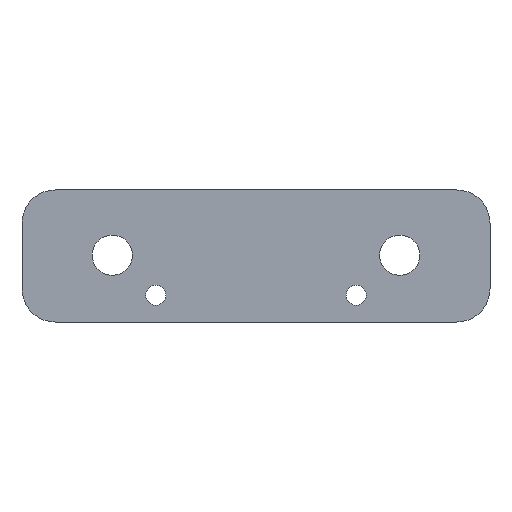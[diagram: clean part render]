
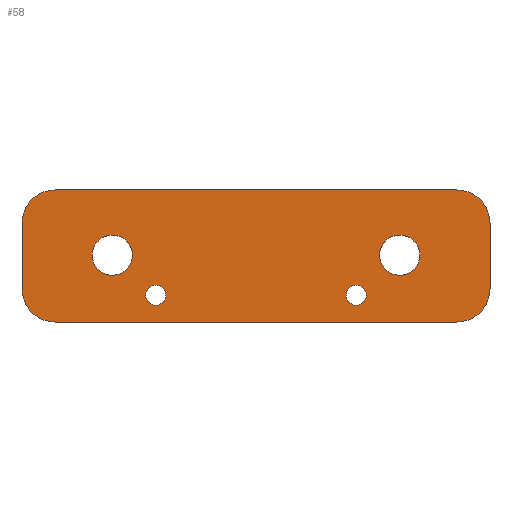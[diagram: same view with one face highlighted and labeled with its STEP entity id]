
A CAD part, front view. The second image highlights one B-rep face of the part: STEP entity #58.
In plain terms, the highlighted planar face has unit normal (0, -1, 0).
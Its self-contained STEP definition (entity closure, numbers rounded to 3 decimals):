
#7 = AXIS2_PLACEMENT_3D ( 'NONE', #815, #555, #246 ) ;
#26 = VERTEX_POINT ( 'NONE', #686 ) ;
#29 = VERTEX_POINT ( 'NONE', #758 ) ;
#31 = DIRECTION ( 'NONE',  ( 0., 0., -1. ) ) ;
#37 = VERTEX_POINT ( 'NONE', #438 ) ;
#43 = VERTEX_POINT ( 'NONE', #123 ) ;
#44 = DIRECTION ( 'NONE',  ( 0., 0., -1. ) ) ;
#48 = EDGE_CURVE ( 'NONE', #43, #479, #214, .T. ) ;
#49 = CARTESIAN_POINT ( 'NONE',  ( 0., 0., 0. ) ) ;
#53 = CIRCLE ( 'NONE', #511, 1.5 ) ;
#54 = CIRCLE ( 'NONE', #632, 1.5 ) ;
#57 = CARTESIAN_POINT ( 'NONE',  ( 30., 0., 9.875 ) ) ;
#58 = ADVANCED_FACE ( 'NONE', ( #193, #627, #121, #827, #63 ), #376, .T. ) ;
#63 = FACE_OUTER_BOUND ( 'NONE', #661, .T. ) ;
#66 = VERTEX_POINT ( 'NONE', #57 ) ;
#70 = ORIENTED_EDGE ( 'NONE', *, *, #396, .F. ) ;
#71 = CARTESIAN_POINT ( 'NONE',  ( -30., 0., -4.875 ) ) ;
#74 = EDGE_CURVE ( 'NONE', #37, #26, #482, .T. ) ;
#79 = DIRECTION ( 'NONE',  ( 0., -1., 0. ) ) ;
#90 = EDGE_LOOP ( 'NONE', ( #660, #673 ) ) ;
#102 = DIRECTION ( 'NONE',  ( 0., 0., -1. ) ) ;
#104 = AXIS2_PLACEMENT_3D ( 'NONE', #71, #79, #127 ) ;
#111 = DIRECTION ( 'NONE',  ( 0., 0., 1. ) ) ;
#113 = DIRECTION ( 'NONE',  ( 0., 1., 0. ) ) ;
#121 = FACE_BOUND ( 'NONE', #332, .T. ) ;
#123 = CARTESIAN_POINT ( 'NONE',  ( -15., 0., -4.375 ) ) ;
#125 = DIRECTION ( 'NONE',  ( 0., 0., -1. ) ) ;
#127 = DIRECTION ( 'NONE',  ( 0., 0., -1. ) ) ;
#128 = EDGE_CURVE ( 'NONE', #580, #385, #494, .T. ) ;
#137 = DIRECTION ( 'NONE',  ( 1., 0., 0. ) ) ;
#138 = EDGE_CURVE ( 'NONE', #166, #66, #198, .T. ) ;
#157 = DIRECTION ( 'NONE',  ( 0., -1., 0. ) ) ;
#163 = AXIS2_PLACEMENT_3D ( 'NONE', #689, #556, #504 ) ;
#164 = ORIENTED_EDGE ( 'NONE', *, *, #48, .T. ) ;
#166 = VERTEX_POINT ( 'NONE', #696 ) ;
#176 = CIRCLE ( 'NONE', #585, 5. ) ;
#182 = DIRECTION ( 'NONE',  ( 0., 1., 0. ) ) ;
#185 = DIRECTION ( 'NONE',  ( 0., 1., 0. ) ) ;
#192 = CARTESIAN_POINT ( 'NONE',  ( 15., 0., -5.875 ) ) ;
#193 = FACE_BOUND ( 'NONE', #520, .T. ) ;
#195 = EDGE_CURVE ( 'NONE', #580, #473, #641, .T. ) ;
#198 = LINE ( 'NONE', #510, #798 ) ;
#205 = VERTEX_POINT ( 'NONE', #521 ) ;
#207 = ORIENTED_EDGE ( 'NONE', *, *, #138, .F. ) ;
#208 = CARTESIAN_POINT ( 'NONE',  ( 35., 0., 4.875 ) ) ;
#214 = CIRCLE ( 'NONE', #320, 1.5 ) ;
#222 = LINE ( 'NONE', #291, #669 ) ;
#228 = ORIENTED_EDGE ( 'NONE', *, *, #808, .T. ) ;
#231 = VERTEX_POINT ( 'NONE', #208 ) ;
#232 = CARTESIAN_POINT ( 'NONE',  ( 15., 0., -7.375 ) ) ;
#246 = DIRECTION ( 'NONE',  ( 0., 0., -1. ) ) ;
#249 = DIRECTION ( 'NONE',  ( 0., 0., 1. ) ) ;
#255 = CARTESIAN_POINT ( 'NONE',  ( -35., 0., -4.875 ) ) ;
#281 = VERTEX_POINT ( 'NONE', #408 ) ;
#287 = ORIENTED_EDGE ( 'NONE', *, *, #743, .T. ) ;
#291 = CARTESIAN_POINT ( 'NONE',  ( -35., 0., -9.875 ) ) ;
#302 = AXIS2_PLACEMENT_3D ( 'NONE', #315, #565, #364 ) ;
#305 = VECTOR ( 'NONE', #386, 1000. ) ;
#312 = DIRECTION ( 'NONE',  ( 0., -1., 0. ) ) ;
#315 = CARTESIAN_POINT ( 'NONE',  ( -15., 0., -5.875 ) ) ;
#318 = CIRCLE ( 'NONE', #302, 1.5 ) ;
#320 = AXIS2_PLACEMENT_3D ( 'NONE', #378, #434, #111 ) ;
#329 = CIRCLE ( 'NONE', #382, 3. ) ;
#332 = EDGE_LOOP ( 'NONE', ( #228, #720 ) ) ;
#346 = CARTESIAN_POINT ( 'NONE',  ( 21.5, 0., 0.125 ) ) ;
#348 = EDGE_CURVE ( 'NONE', #231, #66, #176, .T. ) ;
#358 = CARTESIAN_POINT ( 'NONE',  ( 30., 0., 4.875 ) ) ;
#359 = CIRCLE ( 'NONE', #468, 3. ) ;
#364 = DIRECTION ( 'NONE',  ( 0., 0., 1. ) ) ;
#369 = CIRCLE ( 'NONE', #7, 5. ) ;
#376 = PLANE ( 'NONE',  #781 ) ;
#377 = DIRECTION ( 'NONE',  ( 0., 0., -1. ) ) ;
#378 = CARTESIAN_POINT ( 'NONE',  ( -15., 0., -5.875 ) ) ;
#382 = AXIS2_PLACEMENT_3D ( 'NONE', #439, #185, #377 ) ;
#385 = VERTEX_POINT ( 'NONE', #664 ) ;
#386 = DIRECTION ( 'NONE',  ( 0., 0., 1. ) ) ;
#396 = EDGE_CURVE ( 'NONE', #37, #473, #222, .T. ) ;
#403 = VERTEX_POINT ( 'NONE', #497 ) ;
#408 = CARTESIAN_POINT ( 'NONE',  ( -21.5, 0., 3.125 ) ) ;
#410 = EDGE_CURVE ( 'NONE', #479, #43, #318, .T. ) ;
#411 = ORIENTED_EDGE ( 'NONE', *, *, #348, .T. ) ;
#417 = CARTESIAN_POINT ( 'NONE',  ( 21.5, 0., 3.125 ) ) ;
#418 = AXIS2_PLACEMENT_3D ( 'NONE', #437, #182, #249 ) ;
#426 = EDGE_CURVE ( 'NONE', #403, #281, #693, .T. ) ;
#434 = DIRECTION ( 'NONE',  ( 0., 1., 0. ) ) ;
#437 = CARTESIAN_POINT ( 'NONE',  ( -21.5, 0., 0.125 ) ) ;
#438 = CARTESIAN_POINT ( 'NONE',  ( 30., 0., -9.875 ) ) ;
#439 = CARTESIAN_POINT ( 'NONE',  ( 21.5, 0., 0.125 ) ) ;
#464 = DIRECTION ( 'NONE',  ( -1., 0., 0. ) ) ;
#467 = VECTOR ( 'NONE', #630, 1000. ) ;
#468 = AXIS2_PLACEMENT_3D ( 'NONE', #682, #813, #742 ) ;
#473 = VERTEX_POINT ( 'NONE', #559 ) ;
#479 = VERTEX_POINT ( 'NONE', #616 ) ;
#480 = EDGE_CURVE ( 'NONE', #730, #29, #329, .T. ) ;
#482 = CIRCLE ( 'NONE', #163, 5. ) ;
#494 = LINE ( 'NONE', #518, #305 ) ;
#497 = CARTESIAN_POINT ( 'NONE',  ( -21.5, 0., -2.875 ) ) ;
#504 = DIRECTION ( 'NONE',  ( 0., 0., -1. ) ) ;
#510 = CARTESIAN_POINT ( 'NONE',  ( -35., 0., 9.875 ) ) ;
#511 = AXIS2_PLACEMENT_3D ( 'NONE', #192, #113, #125 ) ;
#517 = EDGE_CURVE ( 'NONE', #205, #605, #53, .T. ) ;
#518 = CARTESIAN_POINT ( 'NONE',  ( -35., 0., 9.875 ) ) ;
#520 = EDGE_LOOP ( 'NONE', ( #164, #525 ) ) ;
#521 = CARTESIAN_POINT ( 'NONE',  ( 15., 0., -4.375 ) ) ;
#525 = ORIENTED_EDGE ( 'NONE', *, *, #410, .T. ) ;
#546 = DIRECTION ( 'NONE',  ( 0., 0., -1. ) ) ;
#550 = CARTESIAN_POINT ( 'NONE',  ( 35., 0., 9.875 ) ) ;
#552 = EDGE_LOOP ( 'NONE', ( #557, #287 ) ) ;
#555 = DIRECTION ( 'NONE',  ( 0., -1., 0. ) ) ;
#556 = DIRECTION ( 'NONE',  ( 0., -1., 0. ) ) ;
#557 = ORIENTED_EDGE ( 'NONE', *, *, #480, .T. ) ;
#559 = CARTESIAN_POINT ( 'NONE',  ( -30., 0., -9.875 ) ) ;
#565 = DIRECTION ( 'NONE',  ( 0., 1., 0. ) ) ;
#566 = EDGE_CURVE ( 'NONE', #166, #385, #369, .T. ) ;
#576 = EDGE_CURVE ( 'NONE', #231, #26, #626, .T. ) ;
#580 = VERTEX_POINT ( 'NONE', #255 ) ;
#585 = AXIS2_PLACEMENT_3D ( 'NONE', #358, #157, #102 ) ;
#595 = CARTESIAN_POINT ( 'NONE',  ( 15., 0., -5.875 ) ) ;
#603 = ORIENTED_EDGE ( 'NONE', *, *, #576, .F. ) ;
#605 = VERTEX_POINT ( 'NONE', #232 ) ;
#606 = AXIS2_PLACEMENT_3D ( 'NONE', #346, #785, #31 ) ;
#616 = CARTESIAN_POINT ( 'NONE',  ( -15., 0., -7.375 ) ) ;
#626 = LINE ( 'NONE', #550, #467 ) ;
#627 = FACE_BOUND ( 'NONE', #90, .T. ) ;
#630 = DIRECTION ( 'NONE',  ( 0., 0., -1. ) ) ;
#632 = AXIS2_PLACEMENT_3D ( 'NONE', #595, #734, #44 ) ;
#641 = CIRCLE ( 'NONE', #104, 5. ) ;
#660 = ORIENTED_EDGE ( 'NONE', *, *, #517, .T. ) ;
#661 = EDGE_LOOP ( 'NONE', ( #603, #411, #207, #710, #725, #701, #70, #753 ) ) ;
#664 = CARTESIAN_POINT ( 'NONE',  ( -35., 0., 4.875 ) ) ;
#666 = EDGE_CURVE ( 'NONE', #605, #205, #54, .T. ) ;
#669 = VECTOR ( 'NONE', #464, 1000. ) ;
#673 = ORIENTED_EDGE ( 'NONE', *, *, #666, .T. ) ;
#682 = CARTESIAN_POINT ( 'NONE',  ( -21.5, 0., 0.125 ) ) ;
#686 = CARTESIAN_POINT ( 'NONE',  ( 35., 0., -4.875 ) ) ;
#689 = CARTESIAN_POINT ( 'NONE',  ( 30., 0., -4.875 ) ) ;
#693 = CIRCLE ( 'NONE', #418, 3. ) ;
#696 = CARTESIAN_POINT ( 'NONE',  ( -30., 0., 9.875 ) ) ;
#701 = ORIENTED_EDGE ( 'NONE', *, *, #195, .T. ) ;
#708 = CIRCLE ( 'NONE', #606, 3. ) ;
#710 = ORIENTED_EDGE ( 'NONE', *, *, #566, .T. ) ;
#720 = ORIENTED_EDGE ( 'NONE', *, *, #426, .T. ) ;
#725 = ORIENTED_EDGE ( 'NONE', *, *, #128, .F. ) ;
#730 = VERTEX_POINT ( 'NONE', #417 ) ;
#734 = DIRECTION ( 'NONE',  ( 0., 1., 0. ) ) ;
#742 = DIRECTION ( 'NONE',  ( 0., 0., 1. ) ) ;
#743 = EDGE_CURVE ( 'NONE', #29, #730, #708, .T. ) ;
#753 = ORIENTED_EDGE ( 'NONE', *, *, #74, .T. ) ;
#758 = CARTESIAN_POINT ( 'NONE',  ( 21.5, 0., -2.875 ) ) ;
#781 = AXIS2_PLACEMENT_3D ( 'NONE', #49, #312, #546 ) ;
#785 = DIRECTION ( 'NONE',  ( 0., 1., 0. ) ) ;
#798 = VECTOR ( 'NONE', #137, 1000. ) ;
#808 = EDGE_CURVE ( 'NONE', #281, #403, #359, .T. ) ;
#813 = DIRECTION ( 'NONE',  ( 0., 1., 0. ) ) ;
#815 = CARTESIAN_POINT ( 'NONE',  ( -30., 0., 4.875 ) ) ;
#827 = FACE_BOUND ( 'NONE', #552, .T. ) ;
